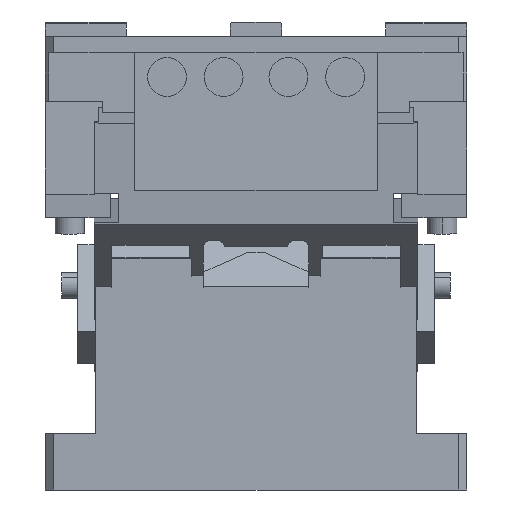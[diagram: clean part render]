
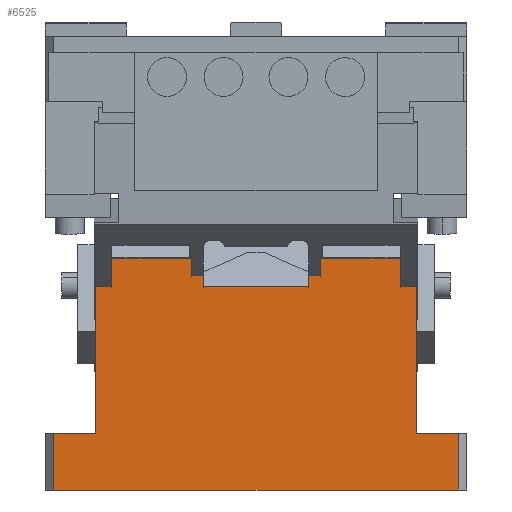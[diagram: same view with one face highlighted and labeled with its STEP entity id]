
A CAD part, left-side view. The second image highlights one B-rep face of the part: STEP entity #6525.
In plain terms, the highlighted planar face has unit normal (-1, 0, 0).
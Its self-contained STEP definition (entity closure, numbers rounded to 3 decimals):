
#6044=CARTESIAN_POINT('Vertex',(30.,32.5,-154.181)) ;
#6051=CARTESIAN_POINT('Vertex',(30.,32.5,-147.654)) ;
#6054=CARTESIAN_POINT('Line Origine',(30.,32.5,-150.918)) ;
#6071=CARTESIAN_POINT('Line Origine',(30.,0.,-154.181)) ;
#6075=CARTESIAN_POINT('Vertex',(30.,-32.5,-154.181)) ;
#6095=CARTESIAN_POINT('Line Origine',(30.,-32.5,-150.918)) ;
#6099=CARTESIAN_POINT('Vertex',(30.,-32.5,-147.654)) ;
#6381=CARTESIAN_POINT('Axis2P3D Location',(30.,130.,-280.)) ;
#6386=CARTESIAN_POINT('Line Origine',(30.,64.5,-137.)) ;
#6390=CARTESIAN_POINT('Vertex',(30.,89.,-137.)) ;
#6392=CARTESIAN_POINT('Vertex',(30.,40.,-137.)) ;
#6395=CARTESIAN_POINT('Line Origine',(30.,89.,-145.591)) ;
#6399=CARTESIAN_POINT('Vertex',(30.,89.,-154.181)) ;
#6402=CARTESIAN_POINT('Line Origine',(30.,94.,-154.181)) ;
#6406=CARTESIAN_POINT('Vertex',(30.,99.,-154.181)) ;
#6409=CARTESIAN_POINT('Line Origine',(30.,99.,-199.591)) ;
#6413=CARTESIAN_POINT('Vertex',(30.,99.,-245.)) ;
#6416=CARTESIAN_POINT('Line Origine',(30.,112.,-245.)) ;
#6420=CARTESIAN_POINT('Vertex',(30.,125.,-245.)) ;
#6423=CARTESIAN_POINT('Line Origine',(30.,125.,-262.5)) ;
#6427=CARTESIAN_POINT('Vertex',(30.,125.,-280.)) ;
#6430=CARTESIAN_POINT('Line Origine',(30.,0.,-280.)) ;
#6434=CARTESIAN_POINT('Vertex',(30.,-125.,-280.)) ;
#6437=CARTESIAN_POINT('Line Origine',(30.,-125.,-262.5)) ;
#6441=CARTESIAN_POINT('Vertex',(30.,-125.,-245.)) ;
#6444=CARTESIAN_POINT('Line Origine',(30.,-112.,-245.)) ;
#6448=CARTESIAN_POINT('Vertex',(30.,-99.,-245.)) ;
#6451=CARTESIAN_POINT('Line Origine',(30.,-99.,-199.591)) ;
#6455=CARTESIAN_POINT('Vertex',(30.,-99.,-154.181)) ;
#6458=CARTESIAN_POINT('Line Origine',(30.,-94.,-154.181)) ;
#6462=CARTESIAN_POINT('Vertex',(30.,-89.,-154.181)) ;
#6465=CARTESIAN_POINT('Line Origine',(30.,-89.,-145.591)) ;
#6469=CARTESIAN_POINT('Vertex',(30.,-89.,-137.)) ;
#6472=CARTESIAN_POINT('Line Origine',(30.,-64.5,-137.)) ;
#6476=CARTESIAN_POINT('Vertex',(30.,-40.,-137.)) ;
#6479=CARTESIAN_POINT('Line Origine',(30.,-40.,-142.327)) ;
#6483=CARTESIAN_POINT('Vertex',(30.,-40.,-147.654)) ;
#6486=CARTESIAN_POINT('Line Origine',(30.,-36.25,-147.654)) ;
#6491=CARTESIAN_POINT('Line Origine',(30.,36.25,-147.654)) ;
#6495=CARTESIAN_POINT('Vertex',(30.,40.,-147.654)) ;
#6498=CARTESIAN_POINT('Line Origine',(30.,40.,-142.327)) ;
#6055=DIRECTION('Vector Direction',(0.,0.,1.)) ;
#6072=DIRECTION('Vector Direction',(0.,-1.,0.)) ;
#6096=DIRECTION('Vector Direction',(0.,0.,-1.)) ;
#6382=DIRECTION('Axis2P3D Direction',(1.,0.,0.)) ;
#6383=DIRECTION('Axis2P3D XDirection',(0.,0.,-1.)) ;
#6387=DIRECTION('Vector Direction',(0.,-1.,0.)) ;
#6396=DIRECTION('Vector Direction',(0.,0.,1.)) ;
#6403=DIRECTION('Vector Direction',(0.,-1.,0.)) ;
#6410=DIRECTION('Vector Direction',(0.,0.,1.)) ;
#6417=DIRECTION('Vector Direction',(0.,-1.,0.)) ;
#6424=DIRECTION('Vector Direction',(0.,0.,-1.)) ;
#6431=DIRECTION('Vector Direction',(0.,-1.,0.)) ;
#6438=DIRECTION('Vector Direction',(0.,0.,1.)) ;
#6445=DIRECTION('Vector Direction',(0.,-1.,0.)) ;
#6452=DIRECTION('Vector Direction',(0.,0.,-1.)) ;
#6459=DIRECTION('Vector Direction',(0.,1.,0.)) ;
#6466=DIRECTION('Vector Direction',(0.,0.,1.)) ;
#6473=DIRECTION('Vector Direction',(0.,-1.,0.)) ;
#6480=DIRECTION('Vector Direction',(0.,0.,-1.)) ;
#6487=DIRECTION('Vector Direction',(0.,-1.,0.)) ;
#6492=DIRECTION('Vector Direction',(0.,-1.,0.)) ;
#6499=DIRECTION('Vector Direction',(0.,0.,-1.)) ;
#6384=AXIS2_PLACEMENT_3D('Plane Axis2P3D',#6381,#6382,#6383) ;
#6504=ORIENTED_EDGE('',*,*,#6394,.F.) ;
#6505=ORIENTED_EDGE('',*,*,#6401,.F.) ;
#6506=ORIENTED_EDGE('',*,*,#6408,.F.) ;
#6507=ORIENTED_EDGE('',*,*,#6415,.F.) ;
#6508=ORIENTED_EDGE('',*,*,#6422,.F.) ;
#6509=ORIENTED_EDGE('',*,*,#6429,.T.) ;
#6510=ORIENTED_EDGE('',*,*,#6436,.T.) ;
#6511=ORIENTED_EDGE('',*,*,#6443,.T.) ;
#6512=ORIENTED_EDGE('',*,*,#6450,.F.) ;
#6513=ORIENTED_EDGE('',*,*,#6457,.F.) ;
#6514=ORIENTED_EDGE('',*,*,#6464,.T.) ;
#6515=ORIENTED_EDGE('',*,*,#6471,.T.) ;
#6516=ORIENTED_EDGE('',*,*,#6478,.F.) ;
#6517=ORIENTED_EDGE('',*,*,#6485,.T.) ;
#6518=ORIENTED_EDGE('',*,*,#6490,.F.) ;
#6519=ORIENTED_EDGE('',*,*,#6101,.T.) ;
#6520=ORIENTED_EDGE('',*,*,#6077,.F.) ;
#6521=ORIENTED_EDGE('',*,*,#6058,.T.) ;
#6522=ORIENTED_EDGE('',*,*,#6497,.F.) ;
#6523=ORIENTED_EDGE('',*,*,#6502,.F.) ;
#6056=VECTOR('Line Direction',#6055,1.) ;
#6073=VECTOR('Line Direction',#6072,1.) ;
#6097=VECTOR('Line Direction',#6096,1.) ;
#6388=VECTOR('Line Direction',#6387,1.) ;
#6397=VECTOR('Line Direction',#6396,1.) ;
#6404=VECTOR('Line Direction',#6403,1.) ;
#6411=VECTOR('Line Direction',#6410,1.) ;
#6418=VECTOR('Line Direction',#6417,1.) ;
#6425=VECTOR('Line Direction',#6424,1.) ;
#6432=VECTOR('Line Direction',#6431,1.) ;
#6439=VECTOR('Line Direction',#6438,1.) ;
#6446=VECTOR('Line Direction',#6445,1.) ;
#6453=VECTOR('Line Direction',#6452,1.) ;
#6460=VECTOR('Line Direction',#6459,1.) ;
#6467=VECTOR('Line Direction',#6466,1.) ;
#6474=VECTOR('Line Direction',#6473,1.) ;
#6481=VECTOR('Line Direction',#6480,1.) ;
#6488=VECTOR('Line Direction',#6487,1.) ;
#6493=VECTOR('Line Direction',#6492,1.) ;
#6500=VECTOR('Line Direction',#6499,1.) ;
#6525=ADVANCED_FACE('CAM DRIVER',(#6524),#6385,.F.) ;
#6058=EDGE_CURVE('',#6045,#6052,#6057,.T.) ;
#6077=EDGE_CURVE('',#6045,#6076,#6074,.T.) ;
#6101=EDGE_CURVE('',#6100,#6076,#6098,.T.) ;
#6394=EDGE_CURVE('',#6391,#6393,#6389,.T.) ;
#6401=EDGE_CURVE('',#6400,#6391,#6398,.T.) ;
#6408=EDGE_CURVE('',#6407,#6400,#6405,.T.) ;
#6415=EDGE_CURVE('',#6414,#6407,#6412,.T.) ;
#6422=EDGE_CURVE('',#6421,#6414,#6419,.T.) ;
#6429=EDGE_CURVE('',#6421,#6428,#6426,.T.) ;
#6436=EDGE_CURVE('',#6428,#6435,#6433,.T.) ;
#6443=EDGE_CURVE('',#6435,#6442,#6440,.T.) ;
#6450=EDGE_CURVE('',#6449,#6442,#6447,.T.) ;
#6457=EDGE_CURVE('',#6456,#6449,#6454,.T.) ;
#6464=EDGE_CURVE('',#6456,#6463,#6461,.T.) ;
#6471=EDGE_CURVE('',#6463,#6470,#6468,.T.) ;
#6478=EDGE_CURVE('',#6477,#6470,#6475,.T.) ;
#6485=EDGE_CURVE('',#6477,#6484,#6482,.T.) ;
#6490=EDGE_CURVE('',#6100,#6484,#6489,.T.) ;
#6497=EDGE_CURVE('',#6496,#6052,#6494,.T.) ;
#6502=EDGE_CURVE('',#6393,#6496,#6501,.T.) ;
#6503=EDGE_LOOP('',(#6504,#6505,#6506,#6507,#6508,#6509,#6510,#6511,#6512,#6513,#6514,#6515,#6516,#6517,#6518,#6519,#6520,#6521,#6522,#6523)) ;
#6524=FACE_OUTER_BOUND('',#6503,.T.) ;
#6057=LINE('Line',#6054,#6056) ;
#6074=LINE('Line',#6071,#6073) ;
#6098=LINE('Line',#6095,#6097) ;
#6389=LINE('Line',#6386,#6388) ;
#6398=LINE('Line',#6395,#6397) ;
#6405=LINE('Line',#6402,#6404) ;
#6412=LINE('Line',#6409,#6411) ;
#6419=LINE('Line',#6416,#6418) ;
#6426=LINE('Line',#6423,#6425) ;
#6433=LINE('Line',#6430,#6432) ;
#6440=LINE('Line',#6437,#6439) ;
#6447=LINE('Line',#6444,#6446) ;
#6454=LINE('Line',#6451,#6453) ;
#6461=LINE('Line',#6458,#6460) ;
#6468=LINE('Line',#6465,#6467) ;
#6475=LINE('Line',#6472,#6474) ;
#6482=LINE('Line',#6479,#6481) ;
#6489=LINE('Line',#6486,#6488) ;
#6494=LINE('Line',#6491,#6493) ;
#6501=LINE('Line',#6498,#6500) ;
#6385=PLANE('Plane',#6384) ;
#6045=VERTEX_POINT('',#6044) ;
#6052=VERTEX_POINT('',#6051) ;
#6076=VERTEX_POINT('',#6075) ;
#6100=VERTEX_POINT('',#6099) ;
#6391=VERTEX_POINT('',#6390) ;
#6393=VERTEX_POINT('',#6392) ;
#6400=VERTEX_POINT('',#6399) ;
#6407=VERTEX_POINT('',#6406) ;
#6414=VERTEX_POINT('',#6413) ;
#6421=VERTEX_POINT('',#6420) ;
#6428=VERTEX_POINT('',#6427) ;
#6435=VERTEX_POINT('',#6434) ;
#6442=VERTEX_POINT('',#6441) ;
#6449=VERTEX_POINT('',#6448) ;
#6456=VERTEX_POINT('',#6455) ;
#6463=VERTEX_POINT('',#6462) ;
#6470=VERTEX_POINT('',#6469) ;
#6477=VERTEX_POINT('',#6476) ;
#6484=VERTEX_POINT('',#6483) ;
#6496=VERTEX_POINT('',#6495) ;
